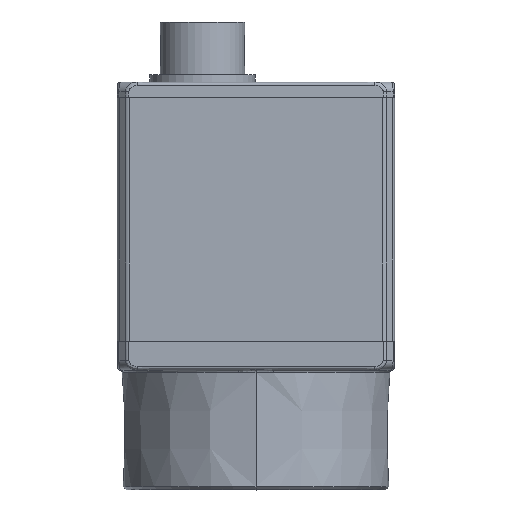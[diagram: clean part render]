
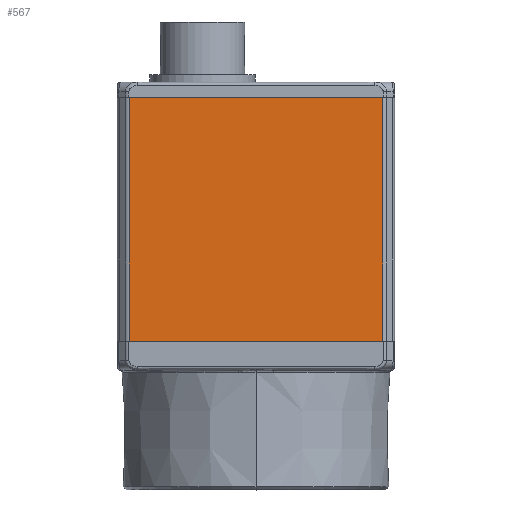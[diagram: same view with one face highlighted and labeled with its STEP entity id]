
A CAD part, top view. The second image highlights one B-rep face of the part: STEP entity #567.
In plain terms, the highlighted planar face has unit normal (0, 0, 1).
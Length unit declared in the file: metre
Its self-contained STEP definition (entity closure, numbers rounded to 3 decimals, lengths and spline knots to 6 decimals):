
#567=ADVANCED_FACE('0:1051',(#2449),#2450,.T.);
#2449=FACE_OUTER_BOUND('',#6892,.T.);
#2450=PLANE('',#6893);
#6892=EDGE_LOOP('',(#18438,#18439,#18440,#18441));
#6893=AXIS2_PLACEMENT_3D('',#18442,#18443,#18444);
#18438=ORIENTED_EDGE('',*,*,#27470,.T.);
#18439=ORIENTED_EDGE('',*,*,#27471,.T.);
#18440=ORIENTED_EDGE('',*,*,#27294,.T.);
#18441=ORIENTED_EDGE('',*,*,#27292,.F.);
#18442=CARTESIAN_POINT('',(0.,0.000746,0.029014));
#18443=DIRECTION('',(0.0,0.,1.0));
#18444=DIRECTION('',(0.0,-1.0,0.));
#27292=EDGE_CURVE('0:6889',#32104,#32106,#32107,.T.);
#27294=EDGE_CURVE('0:6895',#32109,#32106,#32110,.T.);
#27470=EDGE_CURVE('0:7423',#32104,#32390,#32392,.T.);
#27471=EDGE_CURVE('0:7426',#32390,#32109,#32393,.T.);
#32104=VERTEX_POINT('',#39536);
#32106=VERTEX_POINT('',#39543);
#32107=LINE('',#39544,#39545);
#32109=VERTEX_POINT('',#39552);
#32110=LINE('',#39553,#39554);
#32390=VERTEX_POINT('',#40323);
#32392=LINE('',#40330,#40331);
#32393=LINE('',#40332,#40333);
#39536=CARTESIAN_POINT('',(0.013251,-0.012004,0.029014));
#39543=CARTESIAN_POINT('',(-0.013251,-0.012004,0.029014));
#39544=CARTESIAN_POINT('',(0.013251,-0.012004,0.029014));
#39545=VECTOR('',#49156,0.026503);
#39552=CARTESIAN_POINT('',(-0.013251,0.013496,0.029014));
#39553=CARTESIAN_POINT('',(-0.013251,0.013496,0.029014));
#39554=VECTOR('',#49157,0.0255);
#40323=CARTESIAN_POINT('',(0.013251,0.013496,0.029014));
#40330=CARTESIAN_POINT('',(0.013251,-0.012004,0.029014));
#40331=VECTOR('',#49342,0.0255);
#40332=CARTESIAN_POINT('',(0.013251,0.013496,0.029014));
#40333=VECTOR('',#49343,0.026503);
#49156=DIRECTION('',(-1.0,0.,0.));
#49157=DIRECTION('',(0.,-1.0,0.));
#49342=DIRECTION('',(0.,1.0,0.));
#49343=DIRECTION('',(-1.0,0.,0.));
